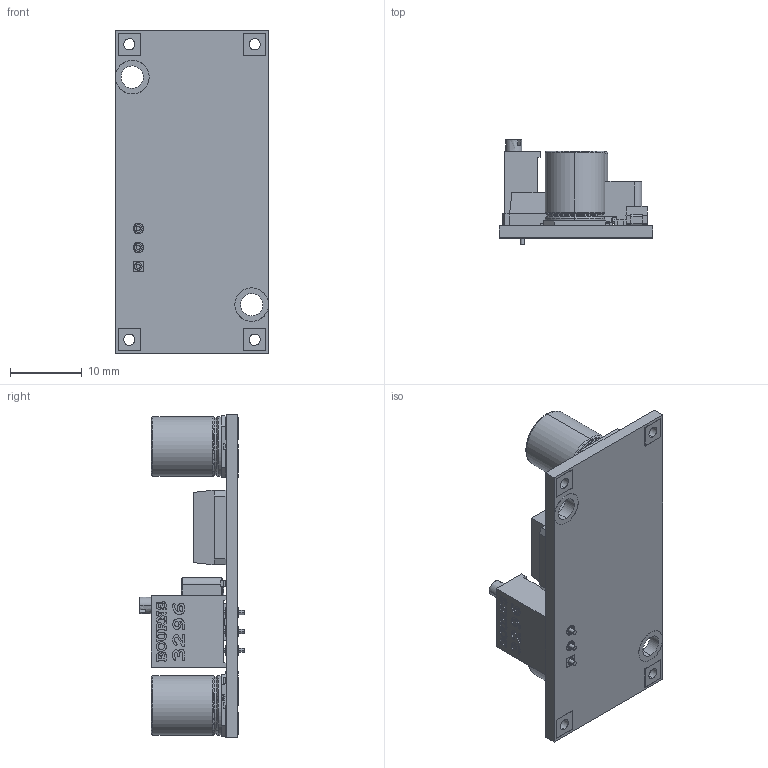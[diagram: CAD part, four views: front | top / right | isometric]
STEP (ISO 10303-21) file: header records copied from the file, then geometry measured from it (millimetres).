
FILE_DESCRIPTION(('FreeCAD Model'),'2;1');
FILE_NAME('Open CASCADE Shape Model','2025-04-30T07:59:19',('FreeCAD'),( 'FreeCAD'),'Open CASCADE STEP processor 7.6','FreeCAD','Unknown');
FILE_SCHEMA(('AUTOMOTIVE_DESIGN { 1 0 10303 214 1 1 1 1 }'));
Products named in the file (1): Open CASCADE STEP translator 7.6 1
Bounding box: 21.36 x 14.48 x 45 mm (x, y, z)
Volume: 4272.9 mm3; surface area: 5613.4 mm2
Topology: 34 solids, 34 shells, 1591 faces, 4029 edges, 2544 vertices
Faces by surface type: bspline 1591
Entity records: 60236 total; most frequent: CARTESIAN_POINT 36239, ORIENTED_EDGE 7974, EDGE_CURVE 3987, B_SPLINE_CURVE_WITH_KNOTS 3293, VERTEX_POINT 2544, FACE_BOUND 1697, EDGE_LOOP 1697, ADVANCED_FACE 1591
